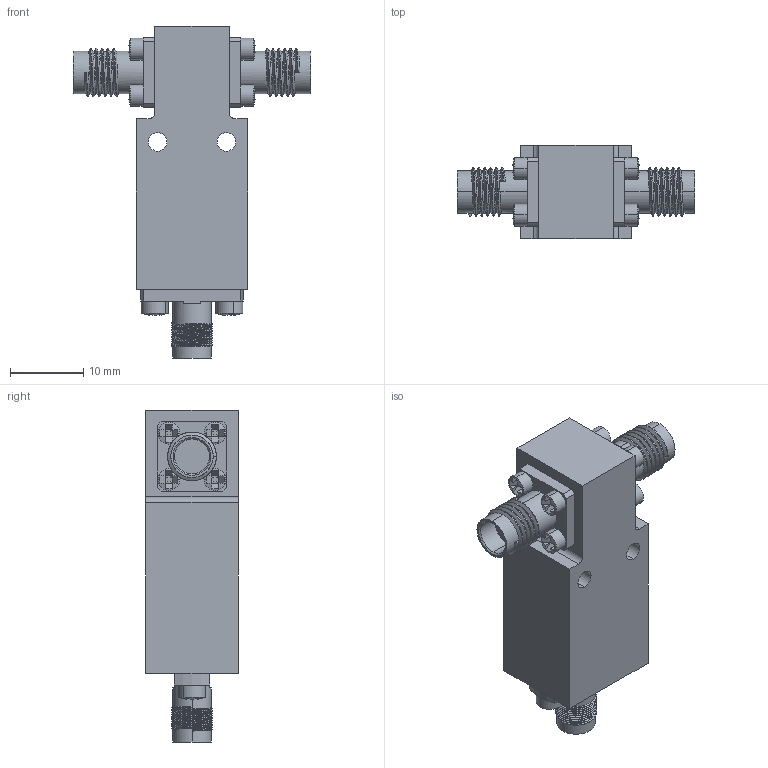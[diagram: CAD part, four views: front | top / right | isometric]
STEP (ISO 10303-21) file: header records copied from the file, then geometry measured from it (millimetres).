
FILE_DESCRIPTION (( 'STEP AP214' ), '1' );
FILE_NAME ('CV-V-SR2, Defeatured.STEP', '2024-08-15T20:20:50', ( '' ), ( '' ), 'SwSTEP 2.0', 'SolidWorks 2021', '' );
FILE_SCHEMA (( 'AUTOMOTIVE_DESIGN' ));
Length unit declared in the file: inch
Products named in the file (1): CV-V-SR2, Defeatured
Bounding box: 32.56 x 12.7 x 45.47 mm (x, y, z)
Volume: 7096.1 mm3; surface area: 3883.8 mm2
Topology: 1 solids, 13 shells, 538 faces, 1237 edges, 734 vertices
Faces by surface type: plane 323, cylinder 162, cone 24, sphere 20, bspline 9
Entity records: 27665 total; most frequent: CARTESIAN_POINT 15445, DIRECTION 2631, ORIENTED_EDGE 2434, EDGE_CURVE 1217, AXIS2_PLACEMENT_3D 978, VERTEX_POINT 734, VECTOR 675, LINE 675
